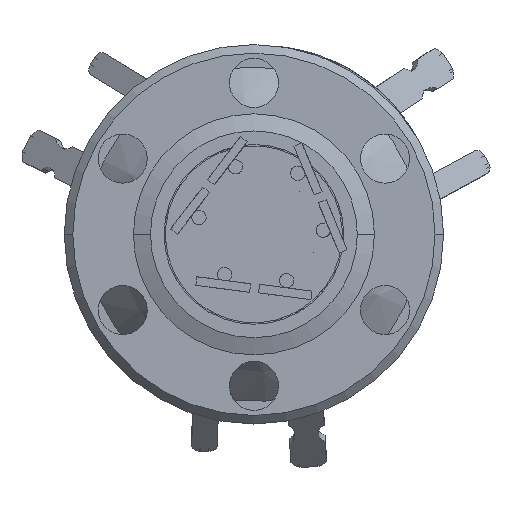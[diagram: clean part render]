
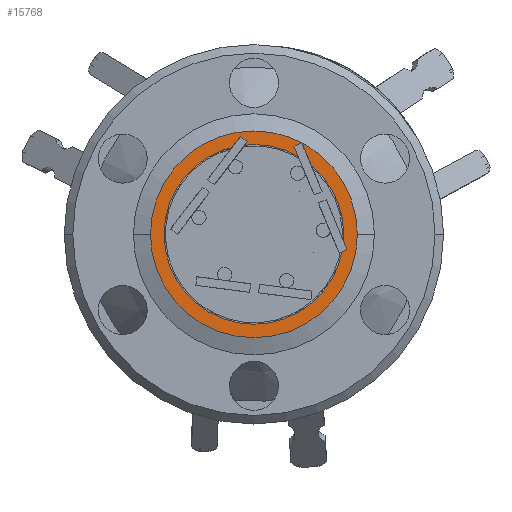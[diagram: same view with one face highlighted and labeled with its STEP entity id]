
A CAD part, front view. The second image highlights one B-rep face of the part: STEP entity #15768.
In plain terms, the highlighted planar face has unit normal (0, -1, 0).
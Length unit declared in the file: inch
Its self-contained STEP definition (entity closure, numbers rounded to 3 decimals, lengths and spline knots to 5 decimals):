
#30 = EDGE_LOOP ( 'NONE', ( #9604, #9563 ) ) ;
#95 = EDGE_LOOP ( 'NONE', ( #9609, #9608 ) ) ;
#284 = VERTEX_POINT ( 'NONE', #8493 ) ;
#285 = VERTEX_POINT ( 'NONE', #8492 ) ;
#380 = VERTEX_POINT ( 'NONE', #8401 ) ;
#391 = VERTEX_POINT ( 'NONE', #8398 ) ;
#4323 = EDGE_CURVE ( 'NONE', #391, #380, #5077, .T. ) ;
#4332 = EDGE_CURVE ( 'NONE', #284, #285, #5356, .T. ) ;
#4445 = AXIS2_PLACEMENT_3D ( 'NONE', #7624, #7633, #7634 ) ;
#4827 = AXIS2_PLACEMENT_3D ( 'NONE', #17335, #17336, #17337 ) ;
#4831 = CIRCLE ( 'NONE', #4827, 0.315 ) ;
#4948 = AXIS2_PLACEMENT_3D ( 'NONE', #17248, #17249, #17250 ) ;
#4953 = CIRCLE ( 'NONE', #4948, 0.3625 ) ;
#5077 = CIRCLE ( 'NONE', #5084, 0.315 ) ;
#5084 = AXIS2_PLACEMENT_3D ( 'NONE', #16799, #16800, #16801 ) ;
#5256 = AXIS2_PLACEMENT_3D ( 'NONE', #16826, #16827, #16828 ) ;
#5356 = CIRCLE ( 'NONE', #5256, 0.3625 ) ;
#7619 = FACE_OUTER_BOUND ( 'NONE', #30, .T. ) ;
#7624 = CARTESIAN_POINT ( 'NONE',  ( 0., 0.052, 0. ) ) ;
#7628 = FACE_BOUND ( 'NONE', #95, .T. ) ;
#7632 = PLANE ( 'NONE',  #4445 ) ;
#7633 = DIRECTION ( 'NONE',  ( 0., 1., 0. ) ) ;
#7634 = DIRECTION ( 'NONE',  ( -1., 0., 0. ) ) ;
#8398 = CARTESIAN_POINT ( 'NONE',  ( 0., 0.052, -0.315 ) ) ;
#8401 = CARTESIAN_POINT ( 'NONE',  ( 0., 0.052, 0.315 ) ) ;
#8492 = CARTESIAN_POINT ( 'NONE',  ( -0.3625, 0.052, 0. ) ) ;
#8493 = CARTESIAN_POINT ( 'NONE',  ( 0.3625, 0.052, 0. ) ) ;
#9563 = ORIENTED_EDGE ( 'NONE', *, *, #15116, .T. ) ;
#9604 = ORIENTED_EDGE ( 'NONE', *, *, #4332, .T. ) ;
#9608 = ORIENTED_EDGE ( 'NONE', *, *, #15146, .T. ) ;
#9609 = ORIENTED_EDGE ( 'NONE', *, *, #4323, .T. ) ;
#15116 = EDGE_CURVE ( 'NONE', #285, #284, #4953, .T. ) ;
#15146 = EDGE_CURVE ( 'NONE', #380, #391, #4831, .T. ) ;
#15768 = ADVANCED_FACE ( 'NONE', ( #7628, #7619 ), #7632, .F. ) ;
#16799 = CARTESIAN_POINT ( 'NONE',  ( 0., 0.052, 0. ) ) ;
#16800 = DIRECTION ( 'NONE',  ( 0., 1., 0. ) ) ;
#16801 = DIRECTION ( 'NONE',  ( -1., 0., 0. ) ) ;
#16826 = CARTESIAN_POINT ( 'NONE',  ( 0., 0.052, 0. ) ) ;
#16827 = DIRECTION ( 'NONE',  ( 0., -1., 0. ) ) ;
#16828 = DIRECTION ( 'NONE',  ( 1., 0., 0. ) ) ;
#17248 = CARTESIAN_POINT ( 'NONE',  ( 0., 0.052, 0. ) ) ;
#17249 = DIRECTION ( 'NONE',  ( 0., -1., 0. ) ) ;
#17250 = DIRECTION ( 'NONE',  ( 1., 0., 0. ) ) ;
#17335 = CARTESIAN_POINT ( 'NONE',  ( 0., 0.052, 0. ) ) ;
#17336 = DIRECTION ( 'NONE',  ( 0., 1., 0. ) ) ;
#17337 = DIRECTION ( 'NONE',  ( -1., 0., 0. ) ) ;
